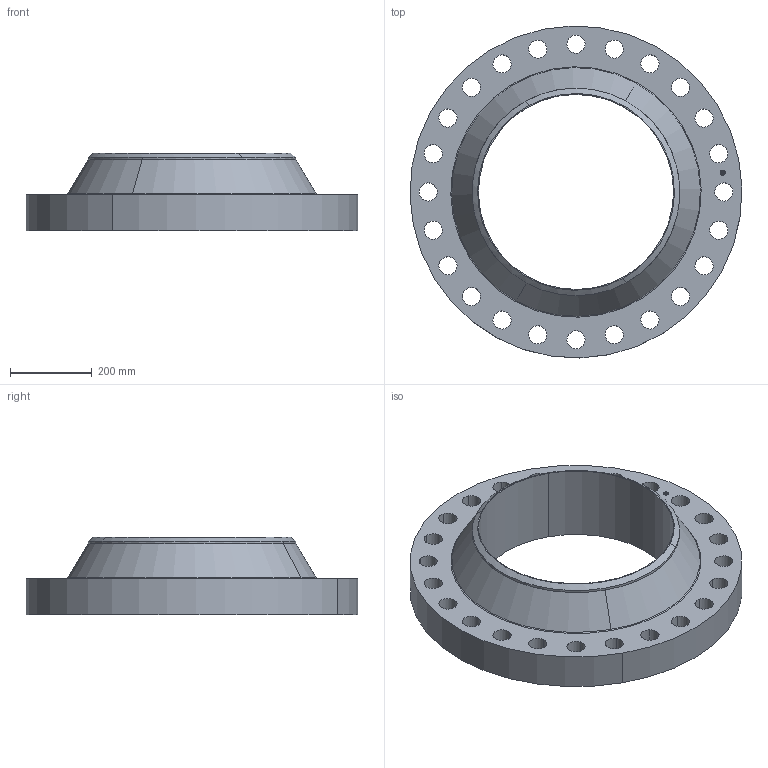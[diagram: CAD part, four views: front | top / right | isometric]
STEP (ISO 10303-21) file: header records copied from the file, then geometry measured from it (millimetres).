
FILE_DESCRIPTION(('3D STEP'),'2;1');
FILE_NAME('20-600-WELD-NECK-FF-40-FLANGE.stp','2013-01-27T01:46:28+00:00',('Texas Flange'),(''),'CATIA Version 5 Release 20 SP 6 (IN-10)','CATIA V5 STEP AP214','800-826-3801');
FILE_SCHEMA(('AUTOMOTIVE_DESIGN { 1 0 10303 214 1 1 1 1 }'));
Length unit declared in the file: inch
Products named in the file (1): 20-600-WELD-NECK-FF-40-FLANGE
Bounding box: 812.57 x 812.57 x 190.5 mm (x, y, z)
Volume: 32846001.8 mm3; surface area: 1515357.8 mm2
Topology: 1 solids, 1 shells, 448 faces, 1280 edges, 852 vertices
Faces by surface type: plane 368, cylinder 74, cone 4, torus 2
Entity records: 16729 total; most frequent: ORIENTED_EDGE 2560, CARTESIAN_POINT 2517, DIRECTION 2048, EDGE_CURVE 1280, VECTOR 1122, LINE 1122, VERTEX_POINT 852, AXIS2_PLACEMENT_3D 543
